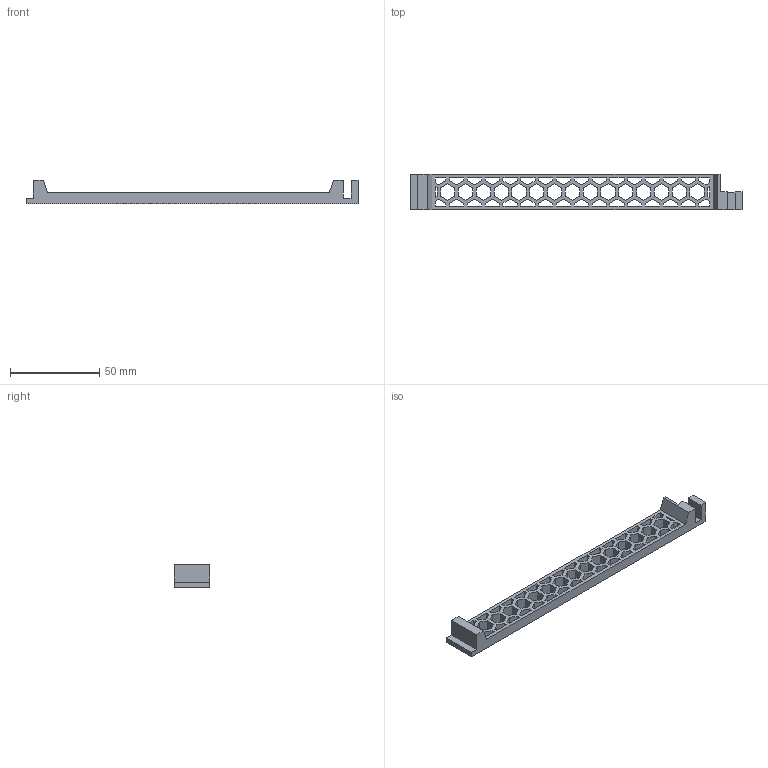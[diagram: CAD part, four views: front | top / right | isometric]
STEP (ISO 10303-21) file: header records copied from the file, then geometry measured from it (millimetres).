
FILE_DESCRIPTION(/* description */ (''),/* implementation_level */ '2;1');
FILE_NAME(/* name */ 'Back support.step',/* time_stamp */ '2024-03-03T20:05:48+02:00',/* author */ (''),/* organization */ (''),/* preprocessor_version */ 'ST-DEVELOPER v20',/* originating_system */ 'Autodesk Translation Framework v12.14.0.127',/* authorisation */ '');
FILE_SCHEMA (('AUTOMOTIVE_DESIGN { 1 0 10303 214 3 1 1 }'));
Length unit declared in the file: millimetre
Products named in the file (1): Back support
Bounding box: 186.4 x 20 x 13 mm (x, y, z)
Volume: 13877.5 mm3; surface area: 13987 mm2
Topology: 1 solids, 1 shells, 276 faces, 822 edges, 548 vertices
Faces by surface type: plane 276
Entity records: 9295 total; most frequent: CARTESIAN_POINT 1647, ORIENTED_EDGE 1644, DIRECTION 1376, LINE 822, VECTOR 822, EDGE_CURVE 822, VERTEX_POINT 548, EDGE_LOOP 374
